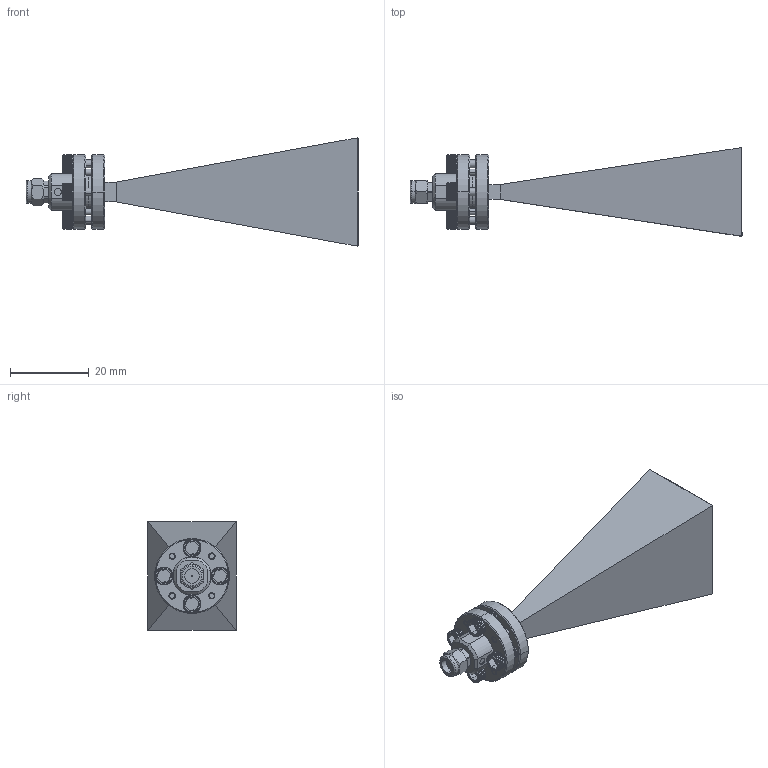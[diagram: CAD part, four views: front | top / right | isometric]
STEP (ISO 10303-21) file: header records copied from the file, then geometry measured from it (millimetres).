
FILE_DESCRIPTION (( 'STEP AP203' ), '1' );
FILE_NAME ('SAR-2507-101M-E2.STEP', '2019-08-15T21:13:43', ( '' ), ( '' ), 'SwSTEP 2.0', 'SolidWorks 2016', '' );
FILE_SCHEMA (( 'CONFIG_CONTROL_DESIGN' ));
Length unit declared in the file: inch
Products named in the file (1): SAR-2507-101M-E2
Bounding box: 84.55 x 22.53 x 27.59 mm (x, y, z)
Volume: 18211.2 mm3; surface area: 7472.8 mm2
Topology: 11 solids, 11 shells, 837 faces, 2238 edges, 1456 vertices
Faces by surface type: plane 487, cylinder 266, cone 72, torus 10, bspline 2
Entity records: 29166 total; most frequent: CARTESIAN_POINT 9244, ORIENTED_EDGE 4476, DIRECTION 3693, EDGE_CURVE 2238, VERTEX_POINT 1456, AXIS2_PLACEMENT_3D 1410, EDGE_LOOP 904, VECTOR 873
